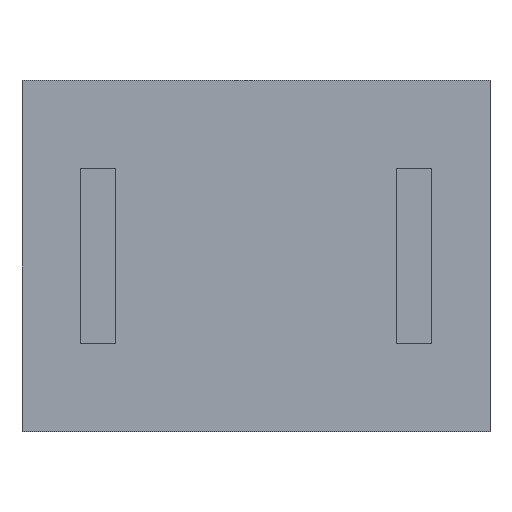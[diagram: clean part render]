
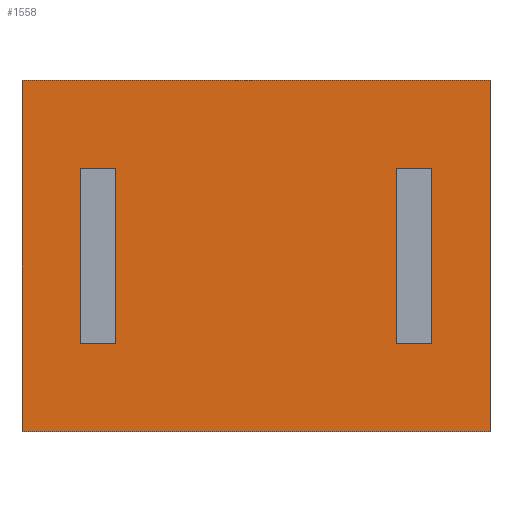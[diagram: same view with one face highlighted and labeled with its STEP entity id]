
A CAD part, top view. The second image highlights one B-rep face of the part: STEP entity #1558.
In plain terms, the highlighted planar face has unit normal (0, 0, 1).
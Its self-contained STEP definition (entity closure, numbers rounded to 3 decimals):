
#1538=AXIS2_PLACEMENT_3D('Plane Axis2P3D',#1535,#1536,#1537) ;
#1160=CARTESIAN_POINT('Vertex',(-200.,150.,30.)) ;
#1174=CARTESIAN_POINT('Vertex',(-200.,-150.,30.)) ;
#1177=CARTESIAN_POINT('Line Origine',(-200.,0.,30.)) ;
#1205=CARTESIAN_POINT('Vertex',(200.,-150.,30.)) ;
#1208=CARTESIAN_POINT('Line Origine',(0.,-150.,30.)) ;
#1236=CARTESIAN_POINT('Vertex',(200.,150.,30.)) ;
#1239=CARTESIAN_POINT('Line Origine',(200.,0.,30.)) ;
#1261=CARTESIAN_POINT('Line Origine',(0.,150.,30.)) ;
#1278=CARTESIAN_POINT('Line Origine',(135.,75.,30.)) ;
#1282=CARTESIAN_POINT('Vertex',(150.,75.,30.)) ;
#1284=CARTESIAN_POINT('Vertex',(120.,75.,30.)) ;
#1318=CARTESIAN_POINT('Line Origine',(150.,0.,30.)) ;
#1322=CARTESIAN_POINT('Vertex',(150.,-75.,30.)) ;
#1349=CARTESIAN_POINT('Line Origine',(135.,-75.,30.)) ;
#1353=CARTESIAN_POINT('Vertex',(120.,-75.,30.)) ;
#1380=CARTESIAN_POINT('Line Origine',(120.,0.,30.)) ;
#1402=CARTESIAN_POINT('Line Origine',(-120.,0.,30.)) ;
#1406=CARTESIAN_POINT('Vertex',(-120.,-75.,30.)) ;
#1408=CARTESIAN_POINT('Vertex',(-120.,75.,30.)) ;
#1437=CARTESIAN_POINT('Line Origine',(-135.,-75.,30.)) ;
#1441=CARTESIAN_POINT('Vertex',(-150.,-75.,30.)) ;
#1468=CARTESIAN_POINT('Line Origine',(-150.,0.,30.)) ;
#1472=CARTESIAN_POINT('Vertex',(-150.,75.,30.)) ;
#1494=CARTESIAN_POINT('Line Origine',(-135.,75.,30.)) ;
#1535=CARTESIAN_POINT('Axis2P3D Location',(0.,0.,30.)) ;
#1178=DIRECTION('Vector Direction',(0.,-1.,0.)) ;
#1209=DIRECTION('Vector Direction',(-1.,0.,0.)) ;
#1240=DIRECTION('Vector Direction',(0.,1.,0.)) ;
#1262=DIRECTION('Vector Direction',(1.,0.,0.)) ;
#1279=DIRECTION('Vector Direction',(1.,0.,0.)) ;
#1319=DIRECTION('Vector Direction',(0.,1.,0.)) ;
#1350=DIRECTION('Vector Direction',(-1.,0.,0.)) ;
#1381=DIRECTION('Vector Direction',(0.,-1.,0.)) ;
#1403=DIRECTION('Vector Direction',(0.,-1.,0.)) ;
#1438=DIRECTION('Vector Direction',(1.,0.,0.)) ;
#1469=DIRECTION('Vector Direction',(0.,1.,0.)) ;
#1495=DIRECTION('Vector Direction',(-1.,0.,0.)) ;
#1536=DIRECTION('Axis2P3D Direction',(0.,0.,1.)) ;
#1537=DIRECTION('Axis2P3D XDirection',(1.,0.,0.)) ;
#1179=VECTOR('Line Direction',#1178,1.) ;
#1210=VECTOR('Line Direction',#1209,1.) ;
#1241=VECTOR('Line Direction',#1240,1.) ;
#1263=VECTOR('Line Direction',#1262,1.) ;
#1280=VECTOR('Line Direction',#1279,1.) ;
#1320=VECTOR('Line Direction',#1319,1.) ;
#1351=VECTOR('Line Direction',#1350,1.) ;
#1382=VECTOR('Line Direction',#1381,1.) ;
#1404=VECTOR('Line Direction',#1403,1.) ;
#1439=VECTOR('Line Direction',#1438,1.) ;
#1470=VECTOR('Line Direction',#1469,1.) ;
#1496=VECTOR('Line Direction',#1495,1.) ;
#1541=ORIENTED_EDGE('',*,*,#1181,.T.) ;
#1542=ORIENTED_EDGE('',*,*,#1212,.T.) ;
#1543=ORIENTED_EDGE('',*,*,#1243,.T.) ;
#1544=ORIENTED_EDGE('',*,*,#1265,.T.) ;
#1547=ORIENTED_EDGE('',*,*,#1286,.F.) ;
#1548=ORIENTED_EDGE('',*,*,#1324,.F.) ;
#1549=ORIENTED_EDGE('',*,*,#1355,.F.) ;
#1550=ORIENTED_EDGE('',*,*,#1384,.F.) ;
#1553=ORIENTED_EDGE('',*,*,#1410,.F.) ;
#1554=ORIENTED_EDGE('',*,*,#1443,.F.) ;
#1555=ORIENTED_EDGE('',*,*,#1474,.F.) ;
#1556=ORIENTED_EDGE('',*,*,#1498,.F.) ;
#1551=FACE_BOUND('',#1546,.T.) ;
#1557=FACE_BOUND('',#1552,.T.) ;
#1558=ADVANCED_FACE('PartBody',(#1545,#1551,#1557),#1539,.T.) ;
#1181=EDGE_CURVE('',#1161,#1175,#1180,.T.) ;
#1212=EDGE_CURVE('',#1175,#1206,#1211,.F.) ;
#1243=EDGE_CURVE('',#1206,#1237,#1242,.T.) ;
#1265=EDGE_CURVE('',#1237,#1161,#1264,.F.) ;
#1286=EDGE_CURVE('',#1283,#1285,#1281,.F.) ;
#1324=EDGE_CURVE('',#1323,#1283,#1321,.T.) ;
#1355=EDGE_CURVE('',#1354,#1323,#1352,.F.) ;
#1384=EDGE_CURVE('',#1285,#1354,#1383,.T.) ;
#1410=EDGE_CURVE('',#1407,#1409,#1405,.F.) ;
#1443=EDGE_CURVE('',#1442,#1407,#1440,.T.) ;
#1474=EDGE_CURVE('',#1473,#1442,#1471,.F.) ;
#1498=EDGE_CURVE('',#1409,#1473,#1497,.T.) ;
#1540=EDGE_LOOP('',(#1541,#1542,#1543,#1544)) ;
#1546=EDGE_LOOP('',(#1547,#1548,#1549,#1550)) ;
#1552=EDGE_LOOP('',(#1553,#1554,#1555,#1556)) ;
#1545=FACE_OUTER_BOUND('',#1540,.T.) ;
#1180=LINE('Line',#1177,#1179) ;
#1211=LINE('Line',#1208,#1210) ;
#1242=LINE('Line',#1239,#1241) ;
#1264=LINE('Line',#1261,#1263) ;
#1281=LINE('Line',#1278,#1280) ;
#1321=LINE('Line',#1318,#1320) ;
#1352=LINE('Line',#1349,#1351) ;
#1383=LINE('Line',#1380,#1382) ;
#1405=LINE('Line',#1402,#1404) ;
#1440=LINE('Line',#1437,#1439) ;
#1471=LINE('Line',#1468,#1470) ;
#1497=LINE('Line',#1494,#1496) ;
#1539=PLANE('Plane',#1538) ;
#1161=VERTEX_POINT('',#1160) ;
#1175=VERTEX_POINT('',#1174) ;
#1206=VERTEX_POINT('',#1205) ;
#1237=VERTEX_POINT('',#1236) ;
#1283=VERTEX_POINT('',#1282) ;
#1285=VERTEX_POINT('',#1284) ;
#1323=VERTEX_POINT('',#1322) ;
#1354=VERTEX_POINT('',#1353) ;
#1407=VERTEX_POINT('',#1406) ;
#1409=VERTEX_POINT('',#1408) ;
#1442=VERTEX_POINT('',#1441) ;
#1473=VERTEX_POINT('',#1472) ;
